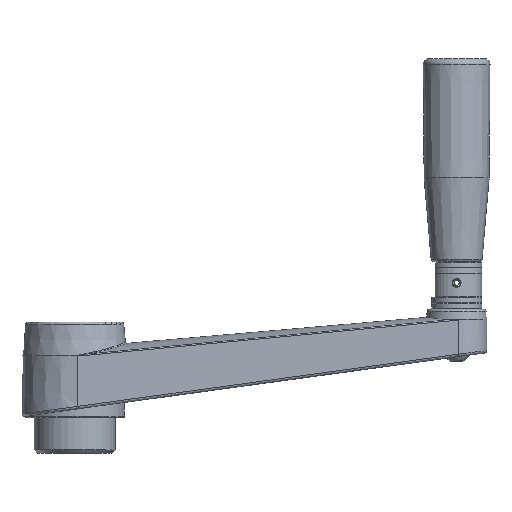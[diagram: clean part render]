
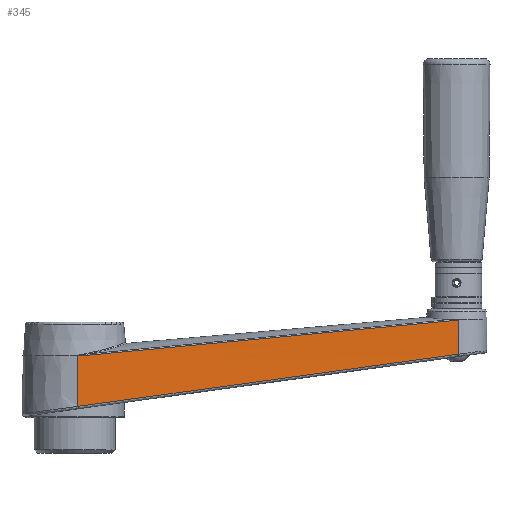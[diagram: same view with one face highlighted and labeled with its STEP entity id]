
A CAD part, front view. The second image highlights one B-rep face of the part: STEP entity #345.
In plain terms, the highlighted free-form (B-spline) face has degree [3, 3] with [4, 4] control points.
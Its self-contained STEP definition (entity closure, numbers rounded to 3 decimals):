
#345 = ADVANCED_FACE( '', ( #899 ), #900, .T. );
#899 = FACE_OUTER_BOUND( '', #1729, .T. );
#900 = B_SPLINE_SURFACE_WITH_KNOTS( '', 3, 3, ( ( #1730, #1731, #1732, #1733 ), ( #1734, #1735, #1736, #1737 ), ( #1738, #1739, #1740, #1741 ), ( #1742, #1743, #1744, #1745 ) ), .UNSPECIFIED., .F., .F., .F., ( 4, 4 ), ( 4, 4 ), ( 0., 1. ), ( 0., 1. ), .UNSPECIFIED. );
#1729 = EDGE_LOOP( '', ( #4903, #4904, #4905, #4906, #4907, #4908 ) );
#1730 = CARTESIAN_POINT( '', ( 1.314, -21.75, 26.1 ) );
#1731 = CARTESIAN_POINT( '', ( 54.46, -18.717, 31.137 ) );
#1732 = CARTESIAN_POINT( '', ( 107.605, -15.683, 36.173 ) );
#1733 = CARTESIAN_POINT( '', ( 160.751, -12.65, 41.21 ) );
#1734 = CARTESIAN_POINT( '', ( 1.314, -21.863, 18.617 ) );
#1735 = CARTESIAN_POINT( '', ( 54.46, -18.792, 24.408 ) );
#1736 = CARTESIAN_POINT( '', ( 107.605, -15.721, 30.199 ) );
#1737 = CARTESIAN_POINT( '', ( 160.751, -12.65, 35.991 ) );
#1738 = CARTESIAN_POINT( '', ( 1.314, -21.977, 11.133 ) );
#1739 = CARTESIAN_POINT( '', ( 54.46, -18.868, 17.679 ) );
#1740 = CARTESIAN_POINT( '', ( 107.605, -15.759, 24.225 ) );
#1741 = CARTESIAN_POINT( '', ( 160.751, -12.65, 30.771 ) );
#1742 = CARTESIAN_POINT( '', ( 1.314, -22.09, 3.65 ) );
#1743 = CARTESIAN_POINT( '', ( 54.46, -18.943, 10.951 ) );
#1744 = CARTESIAN_POINT( '', ( 107.605, -15.797, 18.251 ) );
#1745 = CARTESIAN_POINT( '', ( 160.751, -12.65, 25.552 ) );
#4903 = ORIENTED_EDGE( '', *, *, #6760, .F. );
#4904 = ORIENTED_EDGE( '', *, *, #6761, .T. );
#4905 = ORIENTED_EDGE( '', *, *, #6762, .T. );
#4906 = ORIENTED_EDGE( '', *, *, #6576, .T. );
#4907 = ORIENTED_EDGE( '', *, *, #6763, .T. );
#4908 = ORIENTED_EDGE( '', *, *, #6764, .T. );
#6576 = EDGE_CURVE( '', #7353, #7354, #7355, .F. );
#6760 = EDGE_CURVE( '', #7675, #7676, #7677, .T. );
#6761 = EDGE_CURVE( '', #7675, #7678, #7679, .T. );
#6762 = EDGE_CURVE( '', #7678, #7353, #7680, .T. );
#6763 = EDGE_CURVE( '', #7354, #7681, #7682, .T. );
#6764 = EDGE_CURVE( '', #7681, #7676, #7683, .T. );
#7353 = VERTEX_POINT( '', #8496 );
#7354 = VERTEX_POINT( '', #8497 );
#7355 = LINE( '', #8498, #8499 );
#7675 = VERTEX_POINT( '', #9252 );
#7676 = VERTEX_POINT( '', #9253 );
#7677 = LINE( '', #9254, #9255 );
#7678 = VERTEX_POINT( '', #9256 );
#7679 = B_SPLINE_CURVE_WITH_KNOTS( '', 3, ( #9257, #9258, #9259, #9260, #9261, #9262 ), .UNSPECIFIED., .F., .F., ( 4, 2, 4 ), ( 0., 0.078, 0.157 ), .UNSPECIFIED. );
#7680 = B_SPLINE_CURVE_WITH_KNOTS( '', 3, ( #9263, #9264, #9265, #9266, #9267, #9268, #9269, #9270, #9271, #9272, #9273, #9274, #9275, #9276, #9277, #9278, #9279, #9280, #9281, #9282, #9283, #9284, #9285 ), .UNSPECIFIED., .F., .F., ( 4, 2, 1, 2, 2, 2, 2, 2, 2, 1, 1, 2, 4 ), ( 0., 0., 0., 0.001, 0.001, 0.002, 0.002, 0.003, 0.003, 0.003, 0.003, 0.003, 0.003 ), .UNSPECIFIED. );
#7681 = VERTEX_POINT( '', #9286 );
#7682 = B_SPLINE_CURVE_WITH_KNOTS( '', 3, ( #9287, #9288, #9289, #9290 ), .UNSPECIFIED., .F., .F., ( 4, 4 ), ( 0., 0. ), .UNSPECIFIED. );
#7683 = B_SPLINE_CURVE_WITH_KNOTS( '', 3, ( #9291, #9292, #9293, #9294, #9295, #9296, #9297 ), .UNSPECIFIED., .F., .F., ( 4, 2, 1, 4 ), ( 0., 0.081, 0.121, 0.161 ), .UNSPECIFIED. );
#8496 = CARTESIAN_POINT( '', ( 1.314, -21.753, 25.915 ) );
#8497 = CARTESIAN_POINT( '', ( 1.314, -22.072, 4.797 ) );
#8498 = CARTESIAN_POINT( '', ( 1.314, -22.09, 3.65 ) );
#8499 = VECTOR( '', #11718, 1000. );
#9252 = CARTESIAN_POINT( '', ( 160.751, -12.65, 40.836 ) );
#9253 = CARTESIAN_POINT( '', ( 160.751, -12.65, 26.553 ) );
#9254 = CARTESIAN_POINT( '', ( 160.751, -12.65, 41.21 ) );
#9255 = VECTOR( '', #11932, 1000. );
#9256 = CARTESIAN_POINT( '', ( 4.74, -21.56, 26.054 ) );
#9257 = CARTESIAN_POINT( '', ( 160.751, -12.65, 40.836 ) );
#9258 = CARTESIAN_POINT( '', ( 134.749, -14.135, 38.373 ) );
#9259 = CARTESIAN_POINT( '', ( 108.747, -15.621, 35.909 ) );
#9260 = CARTESIAN_POINT( '', ( 56.744, -18.59, 30.982 ) );
#9261 = CARTESIAN_POINT( '', ( 30.742, -20.075, 28.518 ) );
#9262 = CARTESIAN_POINT( '', ( 4.74, -21.56, 26.054 ) );
#9263 = CARTESIAN_POINT( '', ( 4.74, -21.56, 26.054 ) );
#9264 = CARTESIAN_POINT( '', ( 4.669, -21.564, 26.048 ) );
#9265 = CARTESIAN_POINT( '', ( 4.598, -21.568, 26.041 ) );
#9266 = CARTESIAN_POINT( '', ( 4.455, -21.576, 26.03 ) );
#9267 = CARTESIAN_POINT( '', ( 4.242, -21.588, 26.014 ) );
#9268 = CARTESIAN_POINT( '', ( 4.028, -21.6, 26.001 ) );
#9269 = CARTESIAN_POINT( '', ( 3.742, -21.617, 25.988 ) );
#9270 = CARTESIAN_POINT( '', ( 3.6, -21.625, 25.982 ) );
#9271 = CARTESIAN_POINT( '', ( 3.314, -21.641, 25.973 ) );
#9272 = CARTESIAN_POINT( '', ( 3.171, -21.649, 25.969 ) );
#9273 = CARTESIAN_POINT( '', ( 2.885, -21.665, 25.963 ) );
#9274 = CARTESIAN_POINT( '', ( 2.742, -21.673, 25.96 ) );
#9275 = CARTESIAN_POINT( '', ( 2.457, -21.689, 25.956 ) );
#9276 = CARTESIAN_POINT( '', ( 2.314, -21.697, 25.953 ) );
#9277 = CARTESIAN_POINT( '', ( 2.028, -21.713, 25.947 ) );
#9278 = CARTESIAN_POINT( '', ( 1.885, -21.721, 25.943 ) );
#9279 = CARTESIAN_POINT( '', ( 1.671, -21.733, 25.935 ) );
#9280 = CARTESIAN_POINT( '', ( 1.564, -21.739, 25.93 ) );
#9281 = CARTESIAN_POINT( '', ( 1.439, -21.746, 25.923 ) );
#9282 = CARTESIAN_POINT( '', ( 1.386, -21.749, 25.92 ) );
#9283 = CARTESIAN_POINT( '', ( 1.35, -21.751, 25.917 ) );
#9284 = CARTESIAN_POINT( '', ( 1.332, -21.752, 25.916 ) );
#9285 = CARTESIAN_POINT( '', ( 1.314, -21.753, 25.915 ) );
#9286 = CARTESIAN_POINT( '', ( 1.323, -22.074, 4.668 ) );
#9287 = CARTESIAN_POINT( '', ( 1.314, -22.072, 4.797 ) );
#9288 = CARTESIAN_POINT( '', ( 1.314, -22.073, 4.754 ) );
#9289 = CARTESIAN_POINT( '', ( 1.317, -22.074, 4.711 ) );
#9290 = CARTESIAN_POINT( '', ( 1.323, -22.074, 4.668 ) );
#9291 = CARTESIAN_POINT( '', ( 1.323, -22.074, 4.668 ) );
#9292 = CARTESIAN_POINT( '', ( 27.894, -20.502, 8.316 ) );
#9293 = CARTESIAN_POINT( '', ( 54.465, -18.931, 11.964 ) );
#9294 = CARTESIAN_POINT( '', ( 94.322, -16.575, 17.436 ) );
#9295 = CARTESIAN_POINT( '', ( 120.893, -15.005, 21.083 ) );
#9296 = CARTESIAN_POINT( '', ( 147.465, -13.435, 24.73 ) );
#9297 = CARTESIAN_POINT( '', ( 160.751, -12.65, 26.553 ) );
#11718 = DIRECTION( '', ( 0., 0.015, 1. ) );
#11932 = DIRECTION( '', ( 0., 0., -1. ) );
